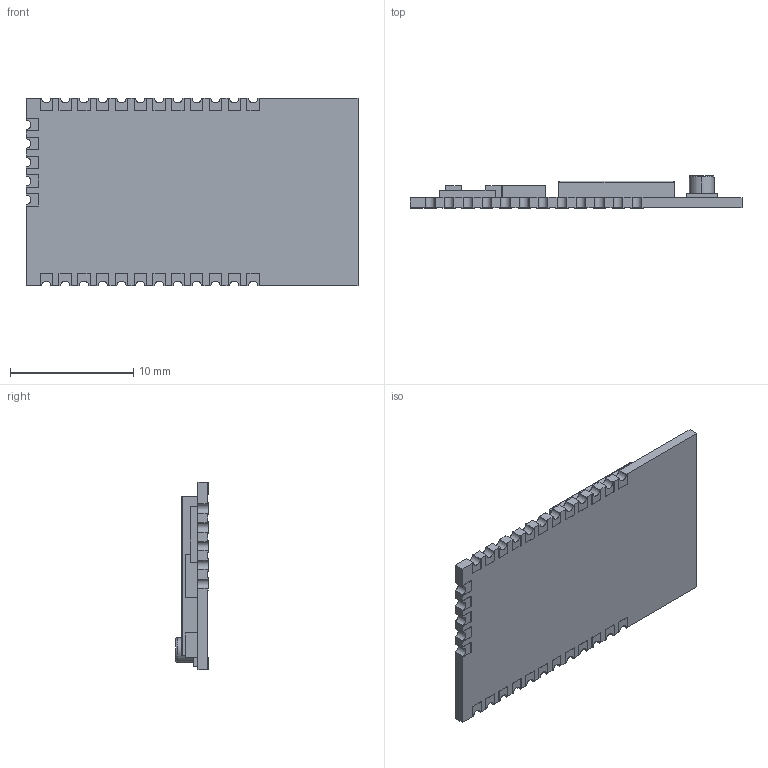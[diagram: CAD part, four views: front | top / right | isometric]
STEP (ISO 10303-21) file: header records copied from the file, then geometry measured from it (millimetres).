
FILE_DESCRIPTION (( 'STEP AP214' ), '1' );
FILE_NAME ('SPWF01SC.21.STEP', '2016-10-12T20:25:08', ( '' ), ( '' ), 'SwSTEP 2.0', 'SolidWorks 2016', '' );
FILE_SCHEMA (( 'AUTOMOTIVE_DESIGN' ));
Length unit declared in the file: millimetre
Products named in the file (1): SPWF01SC.21
Bounding box: 26.92 x 2.63 x 15.24 mm (x, y, z)
Volume: 513.8 mm3; surface area: 1056.3 mm2
Topology: 1 solids, 1 shells, 480 faces, 1332 edges, 892 vertices
Faces by surface type: plane 279, cylinder 142, bspline 55, torus 4
Entity records: 21255 total; most frequent: CARTESIAN_POINT 3878, ORIENTED_EDGE 2664, DIRECTION 2328, EDGE_CURVE 1332, LINE 908, VECTOR 908, VERTEX_POINT 892, AXIS2_PLACEMENT_3D 710
